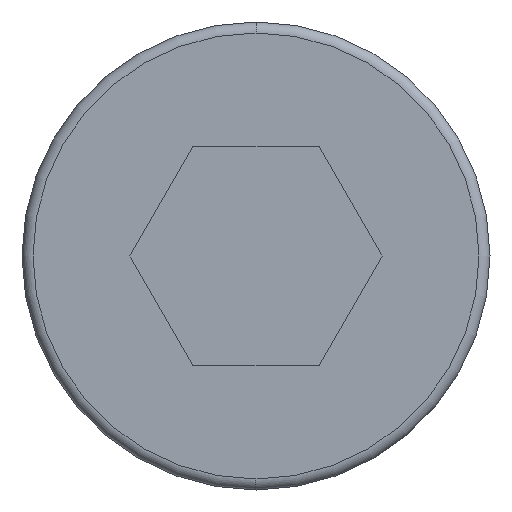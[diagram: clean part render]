
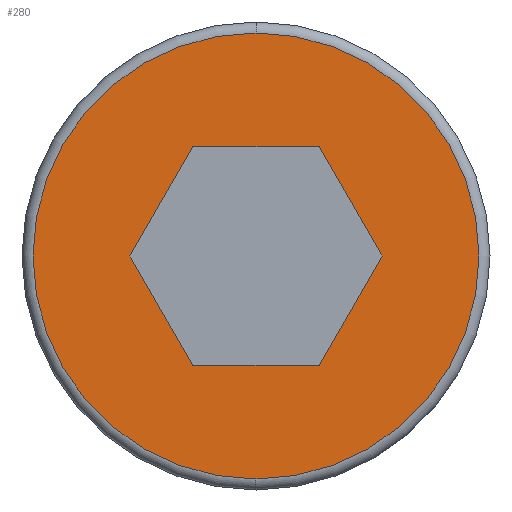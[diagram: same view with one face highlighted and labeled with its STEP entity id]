
A CAD part, left-side view. The second image highlights one B-rep face of the part: STEP entity #280.
In plain terms, the highlighted planar face has unit normal (-1, 0, 0).
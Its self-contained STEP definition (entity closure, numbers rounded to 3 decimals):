
#14 = LINE ( 'NONE', #242, #174 ) ;
#16 = CARTESIAN_POINT ( 'NONE',  ( 0., -2.29, 0. ) ) ;
#29 = CIRCLE ( 'NONE', #73, 4.05 ) ;
#31 = CARTESIAN_POINT ( 'NONE',  ( 0., 2.29, 0. ) ) ;
#40 = DIRECTION ( 'NONE',  ( -1., 0., 0. ) ) ;
#53 = VERTEX_POINT ( 'NONE', #215 ) ;
#62 = EDGE_LOOP ( 'NONE', ( #241, #94 ) ) ;
#65 = CARTESIAN_POINT ( 'NONE',  ( 0., 0., 0. ) ) ;
#73 = AXIS2_PLACEMENT_3D ( 'NONE', #428, #40, #144 ) ;
#77 = EDGE_LOOP ( 'NONE', ( #278, #375, #352, #207, #472, #279 ) ) ;
#94 = ORIENTED_EDGE ( 'NONE', *, *, #585, .T. ) ;
#113 = DIRECTION ( 'NONE',  ( 0., 0., 1. ) ) ;
#118 = VERTEX_POINT ( 'NONE', #435 ) ;
#119 = CARTESIAN_POINT ( 'NONE',  ( 0., 1.145, 1.983 ) ) ;
#138 = VECTOR ( 'NONE', #335, 1000. ) ;
#144 = DIRECTION ( 'NONE',  ( 0., 0., 1. ) ) ;
#146 = CARTESIAN_POINT ( 'NONE',  ( 0., 1.145, -1.983 ) ) ;
#162 = EDGE_CURVE ( 'NONE', #118, #431, #272, .T. ) ;
#164 = VECTOR ( 'NONE', #333, 1000. ) ;
#167 = DIRECTION ( 'NONE',  ( -1., 0., 0. ) ) ;
#174 = VECTOR ( 'NONE', #184, 1000. ) ;
#184 = DIRECTION ( 'NONE',  ( 0., -1., 0. ) ) ;
#207 = ORIENTED_EDGE ( 'NONE', *, *, #460, .F. ) ;
#215 = CARTESIAN_POINT ( 'NONE',  ( 0., -1.145, -1.983 ) ) ;
#238 = FACE_BOUND ( 'NONE', #77, .T. ) ;
#241 = ORIENTED_EDGE ( 'NONE', *, *, #539, .T. ) ;
#242 = CARTESIAN_POINT ( 'NONE',  ( 0., 1.145, -1.983 ) ) ;
#243 = DIRECTION ( 'NONE',  ( -1., 0., 0. ) ) ;
#257 = VERTEX_POINT ( 'NONE', #16 ) ;
#268 = DIRECTION ( 'NONE',  ( 0., 0.5, -0.866 ) ) ;
#272 = LINE ( 'NONE', #313, #322 ) ;
#276 = DIRECTION ( 'NONE',  ( 0., -0.5, -0.866 ) ) ;
#277 = AXIS2_PLACEMENT_3D ( 'NONE', #606, #243, #507 ) ;
#278 = ORIENTED_EDGE ( 'NONE', *, *, #571, .F. ) ;
#279 = ORIENTED_EDGE ( 'NONE', *, *, #162, .F. ) ;
#280 = ADVANCED_FACE ( 'NONE', ( #373, #238 ), #348, .T. ) ;
#288 = CARTESIAN_POINT ( 'NONE',  ( 0., -1.145, -1.983 ) ) ;
#313 = CARTESIAN_POINT ( 'NONE',  ( 0., -1.145, 1.983 ) ) ;
#318 = VERTEX_POINT ( 'NONE', #453 ) ;
#322 = VECTOR ( 'NONE', #353, 1000. ) ;
#330 = CARTESIAN_POINT ( 'NONE',  ( 0., 1.145, 1.983 ) ) ;
#333 = DIRECTION ( 'NONE',  ( 0., 0.5, 0.866 ) ) ;
#335 = DIRECTION ( 'NONE',  ( 0., -0.5, 0.866 ) ) ;
#336 = VECTOR ( 'NONE', #276, 1000. ) ;
#348 = PLANE ( 'NONE',  #363 ) ;
#352 = ORIENTED_EDGE ( 'NONE', *, *, #437, .F. ) ;
#353 = DIRECTION ( 'NONE',  ( 0., 1., 0. ) ) ;
#363 = AXIS2_PLACEMENT_3D ( 'NONE', #65, #167, #113 ) ;
#373 = FACE_OUTER_BOUND ( 'NONE', #62, .T. ) ;
#375 = ORIENTED_EDGE ( 'NONE', *, *, #563, .F. ) ;
#383 = LINE ( 'NONE', #288, #138 ) ;
#392 = LINE ( 'NONE', #31, #336 ) ;
#415 = EDGE_CURVE ( 'NONE', #431, #318, #494, .T. ) ;
#417 = CARTESIAN_POINT ( 'NONE',  ( 0., 0., -4.05 ) ) ;
#418 = LINE ( 'NONE', #470, #164 ) ;
#420 = VERTEX_POINT ( 'NONE', #417 ) ;
#428 = CARTESIAN_POINT ( 'NONE',  ( 0., 0., 0. ) ) ;
#430 = VECTOR ( 'NONE', #268, 1000. ) ;
#431 = VERTEX_POINT ( 'NONE', #330 ) ;
#435 = CARTESIAN_POINT ( 'NONE',  ( 0., -1.145, 1.983 ) ) ;
#437 = EDGE_CURVE ( 'NONE', #600, #53, #14, .T. ) ;
#453 = CARTESIAN_POINT ( 'NONE',  ( 0., 2.29, 0. ) ) ;
#460 = EDGE_CURVE ( 'NONE', #318, #600, #392, .T. ) ;
#470 = CARTESIAN_POINT ( 'NONE',  ( 0., -2.29, 0. ) ) ;
#472 = ORIENTED_EDGE ( 'NONE', *, *, #415, .F. ) ;
#485 = VERTEX_POINT ( 'NONE', #594 ) ;
#494 = LINE ( 'NONE', #119, #430 ) ;
#507 = DIRECTION ( 'NONE',  ( 0., 0., 1. ) ) ;
#529 = CIRCLE ( 'NONE', #277, 4.05 ) ;
#539 = EDGE_CURVE ( 'NONE', #485, #420, #529, .T. ) ;
#563 = EDGE_CURVE ( 'NONE', #53, #257, #383, .T. ) ;
#571 = EDGE_CURVE ( 'NONE', #257, #118, #418, .T. ) ;
#585 = EDGE_CURVE ( 'NONE', #420, #485, #29, .T. ) ;
#594 = CARTESIAN_POINT ( 'NONE',  ( 0., 0., 4.05 ) ) ;
#600 = VERTEX_POINT ( 'NONE', #146 ) ;
#606 = CARTESIAN_POINT ( 'NONE',  ( 0., 0., 0. ) ) ;
